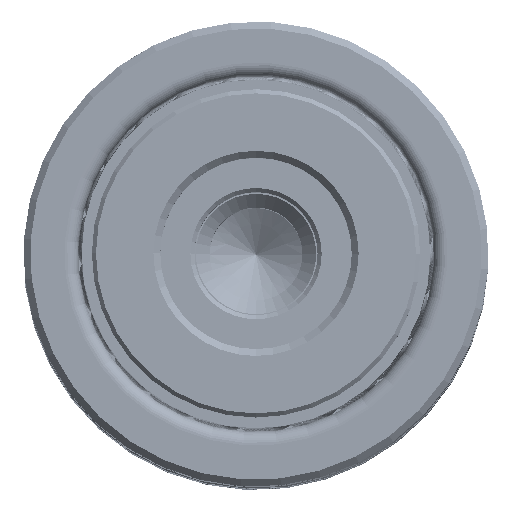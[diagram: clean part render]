
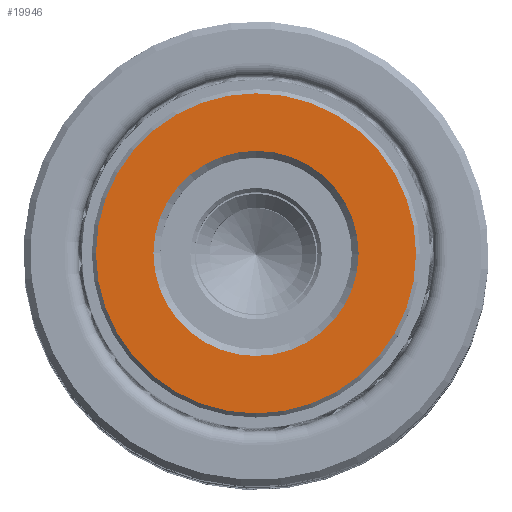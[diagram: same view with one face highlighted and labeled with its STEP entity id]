
A CAD part, top view. The second image highlights one B-rep face of the part: STEP entity #19946.
In plain terms, the highlighted face is planar.
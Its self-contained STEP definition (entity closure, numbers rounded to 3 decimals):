
#546 = ORIENTED_EDGE ( 'NONE', *, *, #6633, .T. ) ;
#1962 = CIRCLE ( 'NONE', #8086, 11.7 ) ;
#2779 = EDGE_CURVE ( 'NONE', #34935, #40845, #35713, .T. ) ;
#6225 = CARTESIAN_POINT ( 'NONE',  ( 0., 0., 0. ) ) ;
#6317 = EDGE_CURVE ( 'NONE', #16729, #41643, #1962, .T. ) ;
#6633 = EDGE_CURVE ( 'NONE', #40845, #34935, #8504, .T. ) ;
#8086 = AXIS2_PLACEMENT_3D ( 'NONE', #15794, #15653, #15512 ) ;
#8504 = CIRCLE ( 'NONE', #12516, 7.5 ) ;
#9111 = CARTESIAN_POINT ( 'NONE',  ( 0., 0., 0. ) ) ;
#9466 = DIRECTION ( 'NONE',  ( 1., 0., 0. ) ) ;
#9706 = ORIENTED_EDGE ( 'NONE', *, *, #23106, .T. ) ;
#10224 = CARTESIAN_POINT ( 'NONE',  ( 0., 0., 0. ) ) ;
#12439 = DIRECTION ( 'NONE',  ( 1., 0., 0. ) ) ;
#12516 = AXIS2_PLACEMENT_3D ( 'NONE', #6225, #29130, #9466 ) ;
#13540 = DIRECTION ( 'NONE',  ( 1., 0., 0. ) ) ;
#14840 = CIRCLE ( 'NONE', #40529, 11.7 ) ;
#15512 = DIRECTION ( 'NONE',  ( 1., 0., 0. ) ) ;
#15653 = DIRECTION ( 'NONE',  ( 0., 0., -1. ) ) ;
#15794 = CARTESIAN_POINT ( 'NONE',  ( 0., 0., 0. ) ) ;
#16729 = VERTEX_POINT ( 'NONE', #26733 ) ;
#18917 = CARTESIAN_POINT ( 'NONE',  ( -7.5, 0., 0. ) ) ;
#19946 = ADVANCED_FACE ( 'NONE', ( #37048, #29401 ), #38286, .F. ) ;
#21090 = CARTESIAN_POINT ( 'NONE',  ( 7.5, 0., 0. ) ) ;
#22778 = EDGE_LOOP ( 'NONE', ( #27658, #9706 ) ) ;
#23106 = EDGE_CURVE ( 'NONE', #41643, #16729, #14840, .T. ) ;
#24524 = EDGE_LOOP ( 'NONE', ( #546, #37778 ) ) ;
#25268 = AXIS2_PLACEMENT_3D ( 'NONE', #9111, #32078, #12439 ) ;
#25764 = DIRECTION ( 'NONE',  ( 1., 0., 0. ) ) ;
#25896 = DIRECTION ( 'NONE',  ( 0., 0., 1. ) ) ;
#26035 = CARTESIAN_POINT ( 'NONE',  ( 0., 0., 0. ) ) ;
#26733 = CARTESIAN_POINT ( 'NONE',  ( 11.7, 0., 0. ) ) ;
#27620 = AXIS2_PLACEMENT_3D ( 'NONE', #26035, #25896, #25764 ) ;
#27658 = ORIENTED_EDGE ( 'NONE', *, *, #6317, .T. ) ;
#28449 = CARTESIAN_POINT ( 'NONE',  ( -11.7, 0., 0. ) ) ;
#29130 = DIRECTION ( 'NONE',  ( 0., 0., 1. ) ) ;
#29401 = FACE_BOUND ( 'NONE', #24524, .T. ) ;
#32078 = DIRECTION ( 'NONE',  ( 0., 0., 1. ) ) ;
#33160 = DIRECTION ( 'NONE',  ( 0., 0., -1. ) ) ;
#34935 = VERTEX_POINT ( 'NONE', #21090 ) ;
#35713 = CIRCLE ( 'NONE', #27620, 7.5 ) ;
#37048 = FACE_OUTER_BOUND ( 'NONE', #22778, .T. ) ;
#37778 = ORIENTED_EDGE ( 'NONE', *, *, #2779, .T. ) ;
#38286 = PLANE ( 'NONE',  #25268 ) ;
#40529 = AXIS2_PLACEMENT_3D ( 'NONE', #10224, #33160, #13540 ) ;
#40845 = VERTEX_POINT ( 'NONE', #18917 ) ;
#41643 = VERTEX_POINT ( 'NONE', #28449 ) ;
